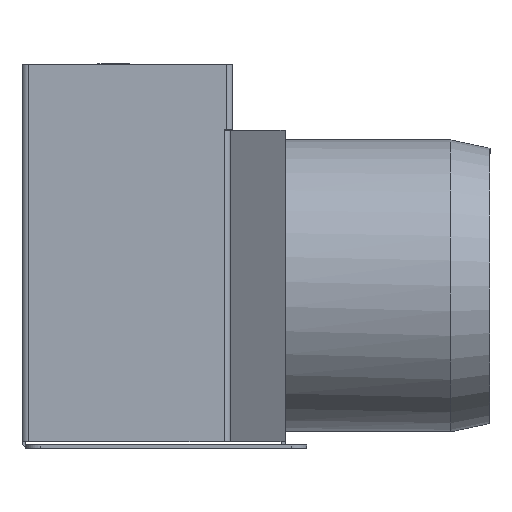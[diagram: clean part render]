
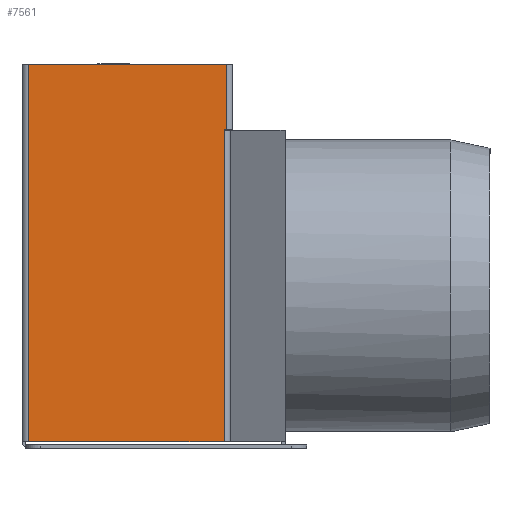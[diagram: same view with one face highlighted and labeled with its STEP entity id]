
A CAD part, left-side view. The second image highlights one B-rep face of the part: STEP entity #7561.
In plain terms, the highlighted planar face has unit normal (-1, 0, 0).
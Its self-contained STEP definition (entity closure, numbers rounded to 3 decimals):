
#752=FACE_OUTER_BOUND('',#1210,.T.);
#1210=EDGE_LOOP('',(#6525,#6526,#6527,#6528,#6529,#6530,#6531,#6532));
#2036=LINE('',#12978,#2783);
#2052=LINE('',#13033,#2799);
#2066=LINE('',#13075,#2813);
#2070=LINE('',#13083,#2817);
#2080=LINE('',#13104,#2827);
#2083=LINE('',#13108,#2830);
#2093=LINE('',#13129,#2840);
#2094=LINE('',#13130,#2841);
#2783=VECTOR('',#9366,25.74);
#2799=VECTOR('',#9416,76.429);
#2813=VECTOR('',#9450,0.01);
#2817=VECTOR('',#9462,121.75);
#2827=VECTOR('',#9482,1.081);
#2830=VECTOR('',#9487,0.01);
#2840=VECTOR('',#9503,77.5);
#2841=VECTOR('',#9504,147.5);
#3515=VERTEX_POINT('',#12976);
#3516=VERTEX_POINT('',#12977);
#3537=VERTEX_POINT('',#13030);
#3538=VERTEX_POINT('',#13032);
#3555=VERTEX_POINT('',#13072);
#3556=VERTEX_POINT('',#13074);
#3562=VERTEX_POINT('',#13103);
#3570=VERTEX_POINT('',#13128);
#4502=EDGE_CURVE('',#3515,#3516,#2036,.T.);
#4529=EDGE_CURVE('',#3538,#3537,#2052,.T.);
#4551=EDGE_CURVE('',#3556,#3555,#2066,.T.);
#4556=EDGE_CURVE('',#3537,#3556,#2070,.T.);
#4566=EDGE_CURVE('',#3562,#3516,#2080,.T.);
#4569=EDGE_CURVE('',#3555,#3562,#2083,.T.);
#4579=EDGE_CURVE('',#3515,#3570,#2093,.T.);
#4580=EDGE_CURVE('',#3538,#3570,#2094,.T.);
#6525=ORIENTED_EDGE('',*,*,#4566,.T.);
#6526=ORIENTED_EDGE('',*,*,#4502,.F.);
#6527=ORIENTED_EDGE('',*,*,#4579,.T.);
#6528=ORIENTED_EDGE('',*,*,#4580,.F.);
#6529=ORIENTED_EDGE('',*,*,#4529,.T.);
#6530=ORIENTED_EDGE('',*,*,#4556,.T.);
#6531=ORIENTED_EDGE('',*,*,#4551,.T.);
#6532=ORIENTED_EDGE('',*,*,#4569,.T.);
#7020=PLANE('',#7999);
#7561=ADVANCED_FACE('',(#752),#7020,.T.);
#7999=AXIS2_PLACEMENT_3D('',#13127,#9501,#9502);
#9366=DIRECTION('',(0.,0.,-1.));
#9416=DIRECTION('',(0.,-1.,0.));
#9450=DIRECTION('',(0.,1.,0.));
#9462=DIRECTION('',(0.,0.,1.));
#9482=DIRECTION('',(0.,-1.,0.));
#9487=DIRECTION('',(0.,0.,1.));
#9501=DIRECTION('center_axis',(-1.,0.,0.));
#9502=DIRECTION('ref_axis',(0.,0.,1.));
#9503=DIRECTION('',(0.,1.,0.));
#9504=DIRECTION('',(0.,0.,1.));
#12976=CARTESIAN_POINT('',(172.716,128.967,150.));
#12977=CARTESIAN_POINT('',(172.716,128.967,124.26));
#12978=CARTESIAN_POINT('',(172.716,128.967,150.));
#13030=CARTESIAN_POINT('',(172.716,130.037,2.5));
#13032=CARTESIAN_POINT('',(172.716,206.467,2.5));
#13033=CARTESIAN_POINT('',(172.716,128.967,2.5));
#13072=CARTESIAN_POINT('',(172.716,130.047,124.25));
#13074=CARTESIAN_POINT('',(172.716,130.037,124.25));
#13075=CARTESIAN_POINT('',(172.716,168.882,124.25));
#13083=CARTESIAN_POINT('',(172.716,130.037,76.25));
#13103=CARTESIAN_POINT('',(172.716,130.047,124.26));
#13104=CARTESIAN_POINT('',(172.716,168.342,124.26));
#13108=CARTESIAN_POINT('',(172.716,130.047,137.13));
#13127=CARTESIAN_POINT('Origin',(172.716,207.717,150.));
#13128=CARTESIAN_POINT('',(172.716,206.467,150.));
#13129=CARTESIAN_POINT('',(172.716,128.967,150.));
#13130=CARTESIAN_POINT('',(172.716,206.467,150.));
